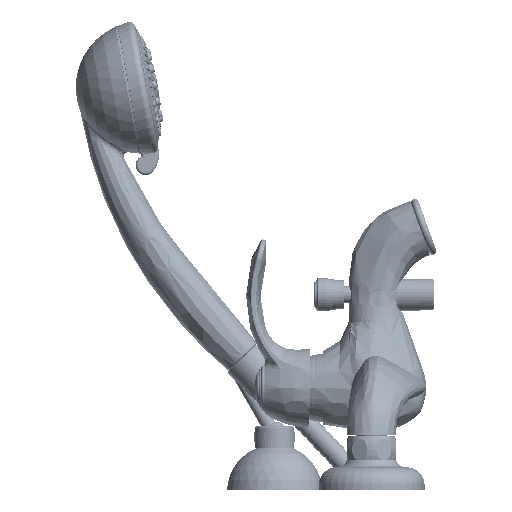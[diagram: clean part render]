
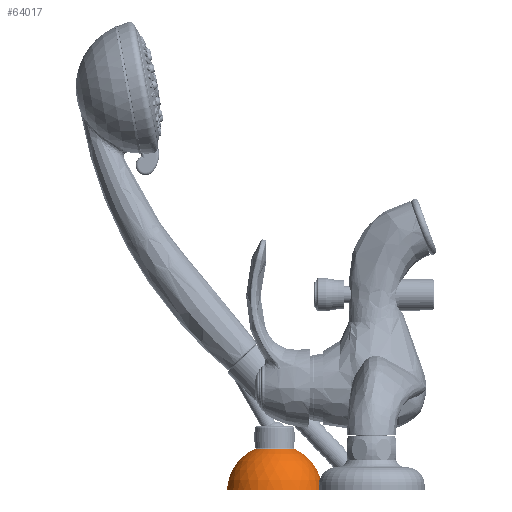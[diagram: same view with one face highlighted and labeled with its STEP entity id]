
A CAD part, left-side view. The second image highlights one B-rep face of the part: STEP entity #64017.
In plain terms, the highlighted spherical face has radius 31.539 mm.
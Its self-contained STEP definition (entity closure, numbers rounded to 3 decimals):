
#63184=CARTESIAN_POINT('',(0.,27.371,0.));
#63185=DIRECTION('',(0.,-1.,0.));
#63186=DIRECTION('',(1.,0.,0.));
#63187=AXIS2_PLACEMENT_3D('',#63184,#63185,#63186);
#63192=CARTESIAN_POINT('',(0.,0.,0.));
#63193=DIRECTION('',(0.,-1.,0.));
#63194=DIRECTION('',(1.,0.,0.));
#63195=AXIS2_PLACEMENT_3D('',#63192,#63193,#63194);
#63316=CARTESIAN_POINT('',(0.,-1.563,0.));
#63317=DIRECTION('',(0.,0.,-1.));
#63318=DIRECTION('',(-0.999,0.05,0.));
#63319=AXIS2_PLACEMENT_3D('',#63316,#63317,#63318);
#63332=CARTESIAN_POINT('',(0.,-1.563,0.));
#63333=DIRECTION('',(0.,0.,1.));
#63334=DIRECTION('',(0.999,0.05,0.));
#63335=AXIS2_PLACEMENT_3D('',#63332,#63333,#63334);
#63408=CARTESIAN_POINT('',(31.5,0.,0.));
#63409=CARTESIAN_POINT('',(-31.5,0.,0.));
#63410=VERTEX_POINT('',#63408);
#63411=VERTEX_POINT('',#63409);
#63420=CARTESIAN_POINT('',(12.551,27.371,0.));
#63421=CARTESIAN_POINT('',(-12.551,27.371,0.));
#63422=VERTEX_POINT('',#63420);
#63423=VERTEX_POINT('',#63421);
#64003=CARTESIAN_POINT('',(0.,-1.563,0.));
#64004=DIRECTION('',(0.,-1.,0.));
#64005=DIRECTION('',(-1.,0.,0.));
#64006=AXIS2_PLACEMENT_3D('',#64003,#64004,#64005);
#64007=SPHERICAL_SURFACE('',#64006,31.539);
#64009=ORIENTED_EDGE('',*,*,#64008,.F.);
#64011=ORIENTED_EDGE('',*,*,#64010,.F.);
#64012=ORIENTED_EDGE('',*,*,#63985,.T.);
#64014=ORIENTED_EDGE('',*,*,#64013,.T.);
#64015=EDGE_LOOP('',(#64009,#64011,#64012,#64014));
#64016=FACE_OUTER_BOUND('',#64015,.F.);
#64017=ADVANCED_FACE('',(#64016),#64007,.T.);
#63188=CIRCLE('',#63187,12.551);
#63196=CIRCLE('',#63195,31.5);
#63320=CIRCLE('',#63319,31.539);
#63336=CIRCLE('',#63335,31.539);
#63985=EDGE_CURVE('',#63410,#63411,#63196,.T.);
#64008=EDGE_CURVE('',#63422,#63423,#63188,.T.);
#64010=EDGE_CURVE('',#63410,#63422,#63336,.T.);
#64013=EDGE_CURVE('',#63411,#63423,#63320,.T.);
